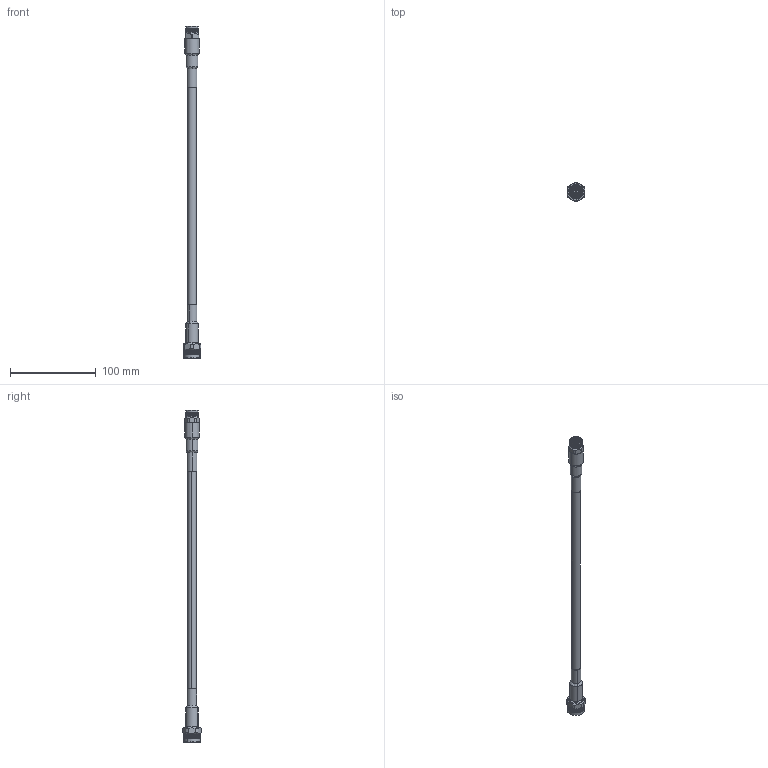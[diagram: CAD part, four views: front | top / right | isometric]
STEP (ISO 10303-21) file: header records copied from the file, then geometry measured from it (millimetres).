
FILE_DESCRIPTION (( 'STEP AP214' ), '1' );
FILE_NAME ('PE3C1889.step', '2021-11-18T19:26:06', ( '' ), ( '' ), 'SwSTEP 2.0', 'SolidWorks 2021', '' );
FILE_SCHEMA (( 'AUTOMOTIVE_DESIGN' ));
Length unit declared in the file: inch
Products named in the file (4): PE3C1889; EZ-400-TM-X^PE3C1889_Heat Shrink; LMR-400^PE3C1889_LMR-400; EZ-400-NMH-X^PE3C1889_Heat Shrink
Assembly tree (3 placements, depth 2):
  PE3C1889
    LMR-400^PE3C1889_LMR-400
    EZ-400-TM-X^PE3C1889_Heat Shrink
    EZ-400-NMH-X^PE3C1889_Heat Shrink
Bounding box: 20.62 x 22.22 x 388.15 mm (x, y, z)
Volume: 41977.5 mm3; surface area: 17648.1 mm2
Topology: 3 solids, 3 shells, 4441 faces, 9616 edges, 5193 vertices
Faces by surface type: bspline 3372, cylinder 943, plane 72, cone 50, torus 4
Entity records: 152995 total; most frequent: CARTESIAN_POINT 93522, ORIENTED_EDGE 19232, EDGE_CURVE 9616, VERTEX_POINT 5193, EDGE_LOOP 4453, FACE_OUTER_BOUND 4441, ADVANCED_FACE 4441, B_SPLINE_CURVE_WITH_KNOTS 4275
